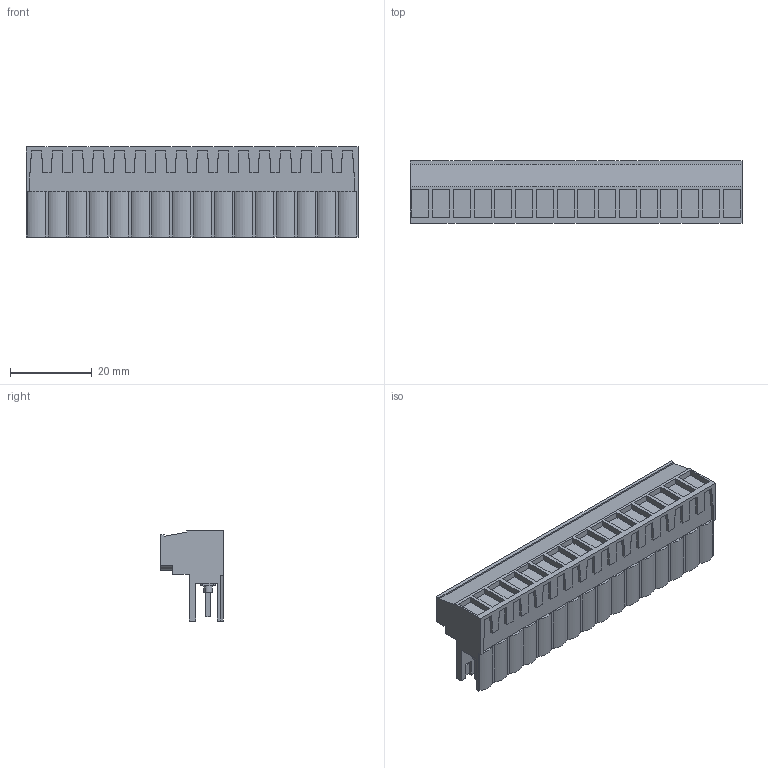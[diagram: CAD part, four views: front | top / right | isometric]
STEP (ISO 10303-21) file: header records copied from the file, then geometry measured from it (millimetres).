
FILE_DESCRIPTION(('CATIA V5 STEP','CAx-IF Rec.Pracs.--- Model Styling and Organization---1.2---2011-12-15'),'2;1');
FILE_NAME ('D1453760_0_1627230000_1627230000.stp','2017-06-01T06:28:07+00:00',('none'),('Weidmueller'),'CATIA Version 5-6 Release 2014','CATIA V5 STEP AP214','none');
FILE_SCHEMA(('AUTOMOTIVE_DESIGN { 1 0 10303 214 1 1 1 1 }'));
Length unit declared in the file: millimetre
Products named in the file (1): 1627230000
Bounding box: 81.28 x 15.3 x 22.05 mm (x, y, z)
Volume: 13852.8 mm3; surface area: 11726.5 mm2
Topology: 33 solids, 33 shells, 1101 faces, 2999 edges, 2028 vertices
Faces by surface type: plane 829, cylinder 208, extrusion 64
Entity records: 33543 total; most frequent: CARTESIAN_POINT 7742, ORIENTED_EDGE 5998, DIRECTION 4011, EDGE_CURVE 2999, VECTOR 2453, LINE 2389, VERTEX_POINT 2028, EDGE_LOOP 1197
